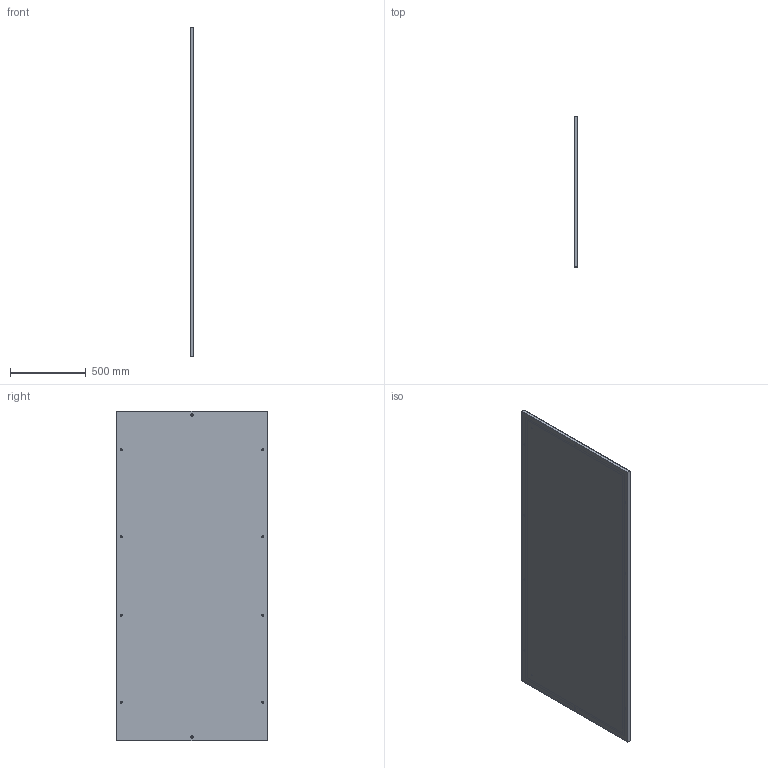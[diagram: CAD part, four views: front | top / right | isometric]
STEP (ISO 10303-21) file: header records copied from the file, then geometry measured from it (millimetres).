
FILE_DESCRIPTION (( 'STEP AP214' ), '1' );
FILE_NAME ('RPE22A.STEP', '2025-05-15T19:00:59', ( '' ), ( '' ), 'SwSTEP 2.0', 'SolidWorks 2024', '' );
FILE_SCHEMA (( 'AUTOMOTIVE_DESIGN' ));
Length unit declared in the file: inch
Products named in the file (1): RPE22A
Bounding box: 25.2 x 993 x 2184 mm (x, y, z)
Volume: 3939743.3 mm3; surface area: 4651819.1 mm2
Topology: 1 solids, 1 shells, 366 faces, 947 edges, 629 vertices
Faces by surface type: plane 176, cylinder 158, cone 12, torus 10, sphere 10
Full cylindrical faces by diameter (mm): 6 x12, 7 x2, 9 x10, 14 x10
Entity records: 10727 total; most frequent: DIRECTION 1926, CARTESIAN_POINT 1839, ORIENTED_EDGE 1712, EDGE_CURVE 856, AXIS2_PLACEMENT_3D 707, VERTEX_POINT 604, LINE 512, VECTOR 512
